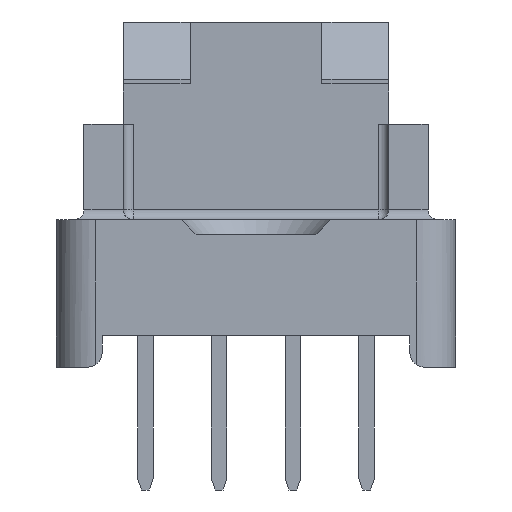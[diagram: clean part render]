
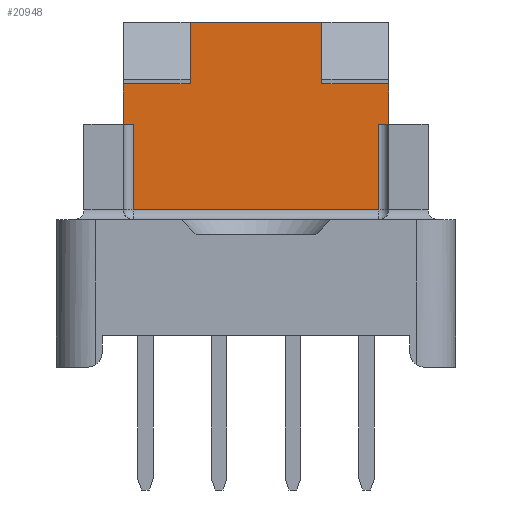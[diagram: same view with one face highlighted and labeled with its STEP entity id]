
A CAD part, left-side view. The second image highlights one B-rep face of the part: STEP entity #20948.
In plain terms, the highlighted planar face has unit normal (-1, 0, 0).
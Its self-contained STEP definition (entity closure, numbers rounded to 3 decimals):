
#5921=DIRECTION('',(0.,0.,-1.));
#5922=VECTOR('',#5921,2.21);
#5923=CARTESIAN_POINT('',(-20.13,3.175,-2.54));
#5924=LINE('',#5923,#5922);
#5925=DIRECTION('',(0.,1.,0.));
#5926=VECTOR('',#5925,0.254);
#5927=CARTESIAN_POINT('',(-20.13,3.175,-2.54));
#5928=LINE('',#5927,#5926);
#5929=DIRECTION('',(0.,0.,-1.));
#5930=VECTOR('',#5929,1.6);
#5931=CARTESIAN_POINT('',(-20.13,-1.702,0.102));
#5932=LINE('',#5931,#5930);
#5933=DIRECTION('',(0.,-1.,0.));
#5934=VECTOR('',#5933,0.254);
#5935=CARTESIAN_POINT('',(-20.13,-3.175,-2.54));
#5936=LINE('',#5935,#5934);
#5937=DIRECTION('',(0.,0.,1.));
#5938=VECTOR('',#5937,2.21);
#5939=CARTESIAN_POINT('',(-20.13,-3.175,-4.75));
#5940=LINE('',#5939,#5938);
#5941=DIRECTION('',(0.,-1.,0.));
#5942=VECTOR('',#5941,6.35);
#5943=CARTESIAN_POINT('',(-20.13,3.175,-4.75));
#5944=LINE('',#5943,#5942);
#5970=DIRECTION('',(0.,0.,1.));
#5971=VECTOR('',#5970,1.041);
#5972=CARTESIAN_POINT('',(-20.13,3.429,-2.54));
#5973=LINE('',#5972,#5971);
#6028=DIRECTION('',(0.,0.,1.));
#6029=VECTOR('',#6028,1.041);
#6030=CARTESIAN_POINT('',(-20.13,-3.429,-2.54));
#6031=LINE('',#6030,#6029);
#6090=DIRECTION('',(0.,1.,0.));
#6091=VECTOR('',#6090,1.727);
#6092=CARTESIAN_POINT('',(-20.13,-3.429,-1.499));
#6093=LINE('',#6092,#6091);
#6098=DIRECTION('',(0.,1.,0.));
#6099=VECTOR('',#6098,1.727);
#6100=CARTESIAN_POINT('',(-20.13,1.702,-1.499));
#6101=LINE('',#6100,#6099);
#6126=DIRECTION('',(0.,1.,0.));
#6127=VECTOR('',#6126,3.404);
#6128=CARTESIAN_POINT('',(-20.13,-1.702,0.102));
#6129=LINE('',#6128,#6127);
#6150=DIRECTION('',(0.,0.,-1.));
#6151=VECTOR('',#6150,1.6);
#6152=CARTESIAN_POINT('',(-20.13,1.702,0.102));
#6153=LINE('',#6152,#6151);
#9454=CARTESIAN_POINT('',(-20.13,-3.429,-1.499));
#9456=VERTEX_POINT('',#9454);
#9466=CARTESIAN_POINT('',(-20.13,3.429,-1.499));
#9468=VERTEX_POINT('',#9466);
#9478=CARTESIAN_POINT('',(-20.13,-1.702,-1.499));
#9480=VERTEX_POINT('',#9478);
#9482=CARTESIAN_POINT('',(-20.13,1.702,-1.499));
#9484=VERTEX_POINT('',#9482);
#9490=CARTESIAN_POINT('',(-20.13,-1.702,0.102));
#9491=CARTESIAN_POINT('',(-20.13,1.702,0.102));
#9492=VERTEX_POINT('',#9490);
#9493=VERTEX_POINT('',#9491);
#10858=CARTESIAN_POINT('',(-20.13,3.175,-2.54));
#10859=CARTESIAN_POINT('',(-20.13,3.175,-4.75));
#10860=VERTEX_POINT('',#10858);
#10861=VERTEX_POINT('',#10859);
#10864=CARTESIAN_POINT('',(-20.13,-3.175,-4.75));
#10865=VERTEX_POINT('',#10864);
#10868=CARTESIAN_POINT('',(-20.13,-3.175,-2.54));
#10869=VERTEX_POINT('',#10868);
#10870=CARTESIAN_POINT('',(-20.13,-3.429,-2.54));
#10871=VERTEX_POINT('',#10870);
#10872=CARTESIAN_POINT('',(-20.13,3.429,-2.54));
#10873=VERTEX_POINT('',#10872);
#20921=CARTESIAN_POINT('',(-20.13,-3.429,-5.004));
#20922=DIRECTION('',(-1.,0.,0.));
#20923=DIRECTION('',(0.,0.,1.));
#20924=AXIS2_PLACEMENT_3D('',#20921,#20922,#20923);
#20925=PLANE('',#20924);
#20927=ORIENTED_EDGE('',*,*,#20926,.F.);
#20928=ORIENTED_EDGE('',*,*,#20864,.T.);
#20930=ORIENTED_EDGE('',*,*,#20929,.T.);
#20932=ORIENTED_EDGE('',*,*,#20931,.F.);
#20934=ORIENTED_EDGE('',*,*,#20933,.F.);
#20936=ORIENTED_EDGE('',*,*,#20935,.F.);
#20938=ORIENTED_EDGE('',*,*,#20937,.T.);
#20940=ORIENTED_EDGE('',*,*,#20939,.F.);
#20942=ORIENTED_EDGE('',*,*,#20941,.F.);
#20943=ORIENTED_EDGE('',*,*,#20846,.F.);
#20944=ORIENTED_EDGE('',*,*,#20659,.F.);
#20945=ORIENTED_EDGE('',*,*,#20686,.F.);
#20946=EDGE_LOOP('',(#20927,#20928,#20930,#20932,#20934,#20936,#20938,#20940,
#20942,#20943,#20944,#20945));
#20947=FACE_OUTER_BOUND('',#20946,.F.);
#20659=EDGE_CURVE('',#10865,#10869,#5940,.T.);
#20686=EDGE_CURVE('',#10861,#10865,#5944,.T.);
#20846=EDGE_CURVE('',#10869,#10871,#5936,.T.);
#20864=EDGE_CURVE('',#10860,#10873,#5928,.T.);
#20926=EDGE_CURVE('',#10860,#10861,#5924,.T.);
#20929=EDGE_CURVE('',#10873,#9468,#5973,.T.);
#20931=EDGE_CURVE('',#9484,#9468,#6101,.T.);
#20933=EDGE_CURVE('',#9493,#9484,#6153,.T.);
#20935=EDGE_CURVE('',#9492,#9493,#6129,.T.);
#20937=EDGE_CURVE('',#9492,#9480,#5932,.T.);
#20939=EDGE_CURVE('',#9456,#9480,#6093,.T.);
#20941=EDGE_CURVE('',#10871,#9456,#6031,.T.);
#20948=ADVANCED_FACE('',(#20947),#20925,.T.);
